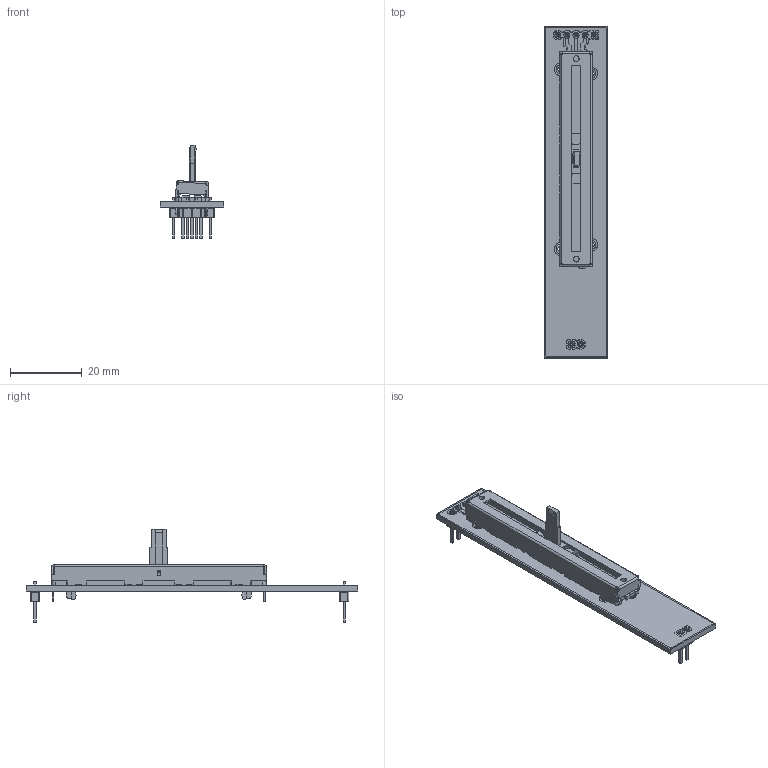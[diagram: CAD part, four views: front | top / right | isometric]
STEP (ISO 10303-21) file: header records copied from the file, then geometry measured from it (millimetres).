
FILE_DESCRIPTION(('FreeCAD Model'),'2;1');
FILE_NAME('Open CASCADE Shape Model','2022-11-13T11:50:13',('Author'),( ''),'Open CASCADE STEP processor 7.5','FreeCAD','Unknown');
FILE_SCHEMA(('AUTOMOTIVE_DESIGN { 1 0 10303 214 1 1 1 1 }'));
Length unit declared in the file: millimetre
Products named in the file (21): slidepot-45; Local_CS_c79d; Board_Geoms_c79d; Pcb_c79d; PCB_Sketch_c79d; topPads_c79d; topTracks_c79d; topZones_c79d; botPads_c79d; botZones_c79d; Step_Models_c79d; Top_c79d; J1_PinHeader_1x05_P254mm_Vertical_af7242d1aa5f; J2_PinHeader_1x02_P254mm_Vertical_ff61df4ceab8; RV1_SL45N5-10CP_ASM_e6a25b513762; COMPOUND002; COMPOUND; COMPOUND001; COMPOUND005; COMPOUND003; COMPOUND004
Assembly tree (20 placements, depth 6):
  slidepot-45
    Local_CS_c79d
    Board_Geoms_c79d
      Pcb_c79d
      PCB_Sketch_c79d
      topPads_c79d
      topTracks_c79d
      topZones_c79d
      botPads_c79d
      botZones_c79d
    Step_Models_c79d
      Top_c79d
        J1_PinHeader_1x05_P254mm_Vertical_af7242d1aa5f
        J2_PinHeader_1x02_P254mm_Vertical_ff61df4ceab8
        RV1_SL45N5-10CP_ASM_e6a25b513762
          COMPOUND002
            COMPOUND
            COMPOUND001
          COMPOUND005
            COMPOUND003
            COMPOUND004
Bounding box: 17.78 x 92.71 x 26.09 mm (x, y, z)
Volume: 3416.3 mm3; surface area: 11211.4 mm2
Topology: 5 solids, 45 shells, 1119 faces, 5901 edges, 4877 vertices
Faces by surface type: plane 965, cylinder 133, torus 12, bspline 9
Full cylindrical faces by diameter (mm): 1 x7, 1.2 x3, 1.7 x4
Entity records: 60061 total; most frequent: CARTESIAN_POINT 12290, ORIENTED_EDGE 8768, DIRECTION 8534, EDGE_CURVE 5897, LINE 5488, VECTOR 5488, VERTEX_POINT 4869, AXIS2_PLACEMENT_3D 1523
